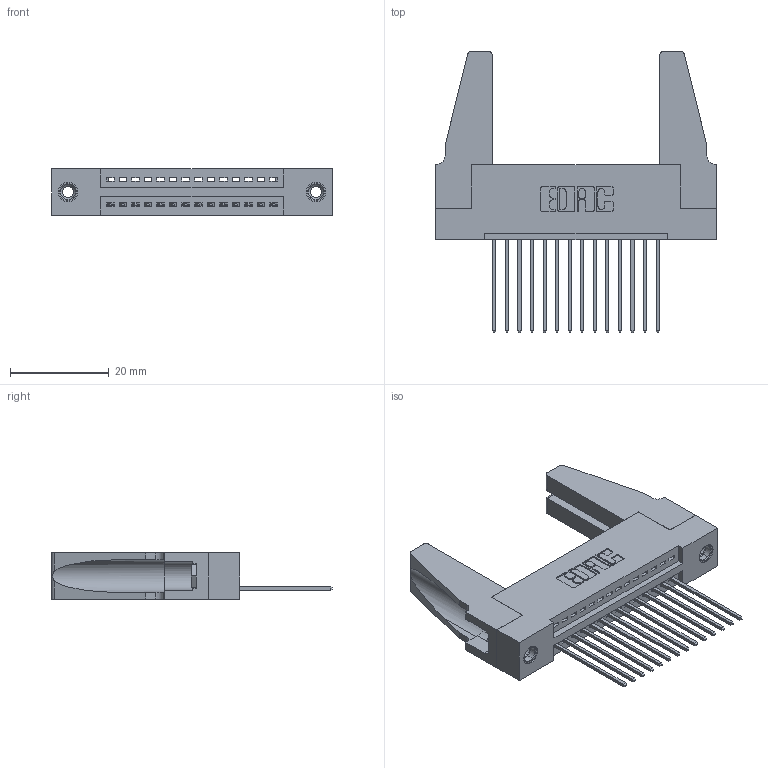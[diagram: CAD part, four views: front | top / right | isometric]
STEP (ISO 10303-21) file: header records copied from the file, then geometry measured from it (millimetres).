
FILE_DESCRIPTION (( 'STEP AP203' ), '1' );
FILE_NAME ('345-014-541-188.STEP', '2019-10-04T10:59:51', ( '' ), ( '' ), 'SwSTEP 2.0', 'SolidWorks 2016', '' );
FILE_SCHEMA (( 'CONFIG_CONTROL_DESIGN' ));
Length unit declared in the file: inch
Products named in the file (5): 345-292-001_345-293-141; 345-220-078_345-220-088; 345-250-001_345-250-001-102; 345 Part_Flush Mounting Lugs - 0.156 Dia-TH; 345-014-541-188
Assembly tree (19 placements, depth 2):
  345-014-541-188
    345 Part_Flush Mounting Lugs - 0.156 Dia-TH
    345-292-001_345-293-141  x14
    345-250-001_345-250-001-102  x2
    345-220-078_345-220-088  x2
Bounding box: 56.79 x 56.82 x 9.4 mm (x, y, z)
Volume: 8463.7 mm3; surface area: 9945.8 mm2
Topology: 19 solids, 19 shells, 1062 faces, 3119 edges, 2050 vertices
Faces by surface type: plane 712, cylinder 334, cone 12, torus 4
Entity records: 16472 total; most frequent: CARTESIAN_POINT 2844, ORIENTED_EDGE 2752, DIRECTION 2532, EDGE_CURVE 1376, VECTOR 1146, LINE 1146, VERTEX_POINT 910, AXIS2_PLACEMENT_3D 693
